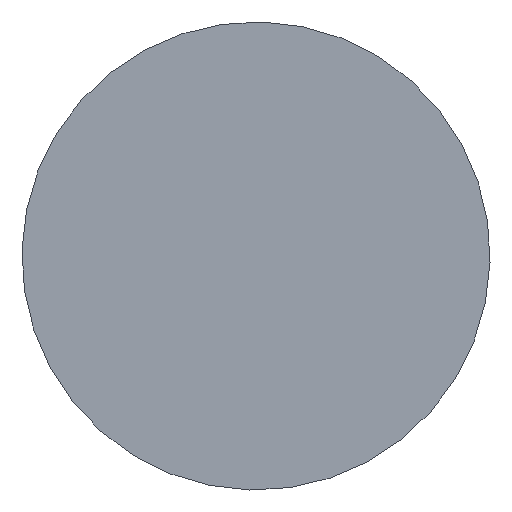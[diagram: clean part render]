
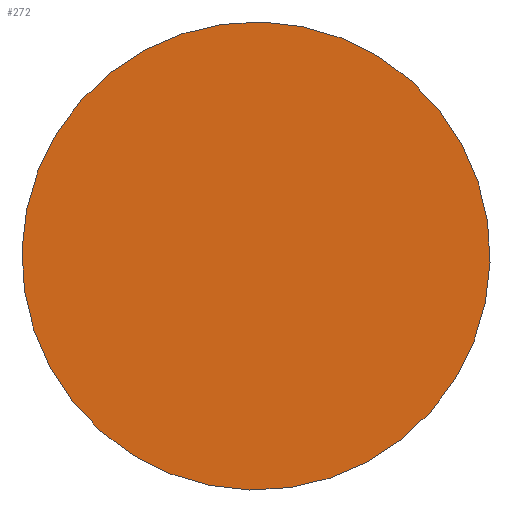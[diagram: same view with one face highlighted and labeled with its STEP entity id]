
A CAD part, front view. The second image highlights one B-rep face of the part: STEP entity #272.
In plain terms, the highlighted planar face has unit normal (0, -1, 0).
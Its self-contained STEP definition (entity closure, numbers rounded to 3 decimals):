
#58=FACE_OUTER_BOUND('',#75,.T.);
#75=EDGE_LOOP('',(#179,#180));
#95=CIRCLE('',#314,30.);
#96=CIRCLE('',#315,30.);
#111=VERTEX_POINT('',#428);
#112=VERTEX_POINT('',#429);
#139=EDGE_CURVE('',#111,#112,#95,.T.);
#140=EDGE_CURVE('',#112,#111,#96,.T.);
#179=ORIENTED_EDGE('',*,*,#139,.F.);
#180=ORIENTED_EDGE('',*,*,#140,.F.);
#256=PLANE('',#313);
#272=ADVANCED_FACE('',(#58),#256,.T.);
#313=AXIS2_PLACEMENT_3D('',#427,#354,#355);
#314=AXIS2_PLACEMENT_3D('',#430,#356,#357);
#315=AXIS2_PLACEMENT_3D('',#431,#358,#359);
#354=DIRECTION('center_axis',(0.,-1.,0.));
#355=DIRECTION('ref_axis',(0.316,0.,-0.949));
#356=DIRECTION('center_axis',(0.,1.,0.));
#357=DIRECTION('ref_axis',(-0.949,0.,-0.316));
#358=DIRECTION('center_axis',(0.,1.,0.));
#359=DIRECTION('ref_axis',(-0.949,0.,-0.316));
#427=CARTESIAN_POINT('Origin',(-14.23,-26.,-4.745));
#428=CARTESIAN_POINT('',(-28.459,-26.,-9.491));
#429=CARTESIAN_POINT('',(28.459,-26.,9.491));
#430=CARTESIAN_POINT('Origin',(0.,-26.,0.));
#431=CARTESIAN_POINT('Origin',(0.,-26.,0.));
